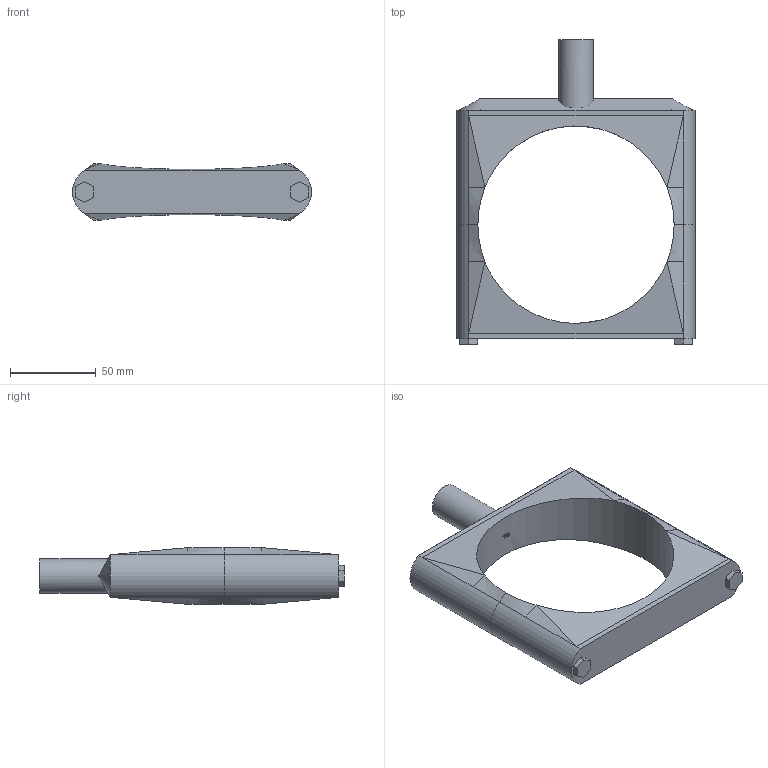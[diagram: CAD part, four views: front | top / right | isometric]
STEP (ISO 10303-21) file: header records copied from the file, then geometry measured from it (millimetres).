
FILE_DESCRIPTION (( 'STEP AP203' ), '1' );
FILE_NAME ('CSDH4.0PXX.STEP', '2018-12-17T09:48:55', ( '' ), ( '' ), 'SwSTEP 2.0', 'SolidWorks 2013', '' );
FILE_SCHEMA (( 'CONFIG_CONTROL_DESIGN' ));
Length unit declared in the file: millimetre
Products named in the file (1): CSDH4.0PXX
Bounding box: 139.19 x 177.29 x 33.02 mm (x, y, z)
Surface area: 43175.8 mm2 (no closed solid volume)
Topology: 0 solids, 4 shells, 102 faces, 356 edges, 251 vertices
Faces by surface type: plane 53, bspline 24, cylinder 21, sphere 2, cone 2
Full cylindrical faces by diameter (mm): 13.492 x1, 20.32 x1
Entity records: 6776 total; most frequent: CARTESIAN_POINT 4046, ORIENTED_EDGE 555, DIRECTION 414, EDGE_CURVE 353, VERTEX_POINT 250, B_SPLINE_CURVE_WITH_KNOTS 147, LINE 144, VECTOR 144
